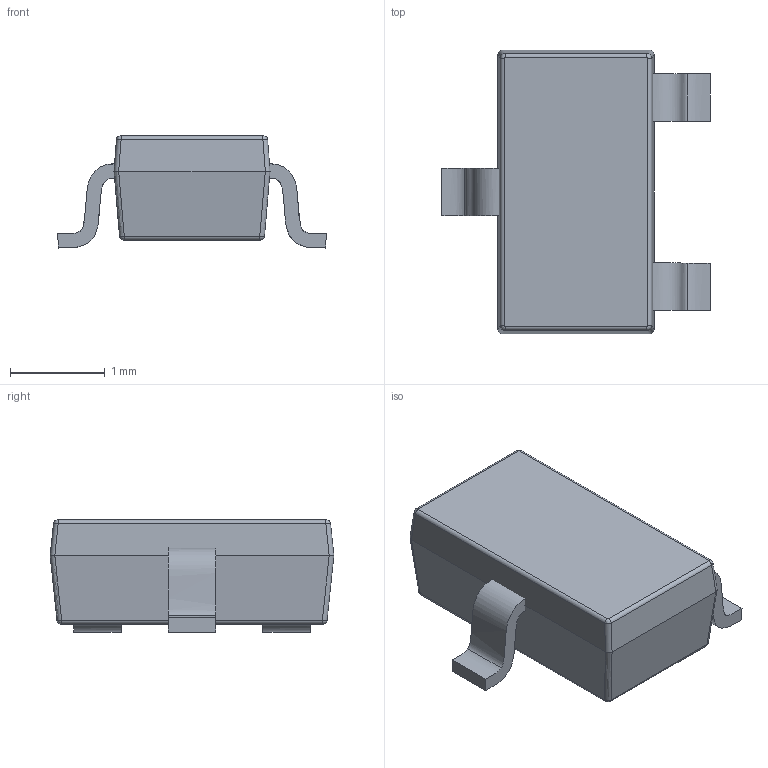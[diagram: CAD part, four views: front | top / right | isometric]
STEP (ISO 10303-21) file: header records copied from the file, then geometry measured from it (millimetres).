
FILE_DESCRIPTION (( 'STEP AP203' ), '1' );
FILE_NAME ('sot23-3.STEP', '2017-01-25T13:38:22', ( 'User' ), ( 'Hewlett-Packard Company' ), 'SwSTEP 2.0', 'SolidWorks 2006303', '' );
FILE_SCHEMA (( 'CONFIG_CONTROL_DESIGN' ));
Length unit declared in the file: millimetre
Products named in the file (1): sot23-3
Bounding box: 2.84 x 3 x 1.18 mm (x, y, z)
Volume: 5.4 mm3; surface area: 23.7 mm2
Topology: 4 solids, 4 shells, 55 faces, 117 edges, 70 vertices
Faces by surface type: plane 22, bspline 21, cylinder 12
Entity records: 2664 total; most frequent: CARTESIAN_POINT 1564, ORIENTED_EDGE 234, DIRECTION 159, EDGE_CURVE 117, VERTEX_POINT 70, VECTOR 57, LINE 57, FACE_OUTER_BOUND 55
